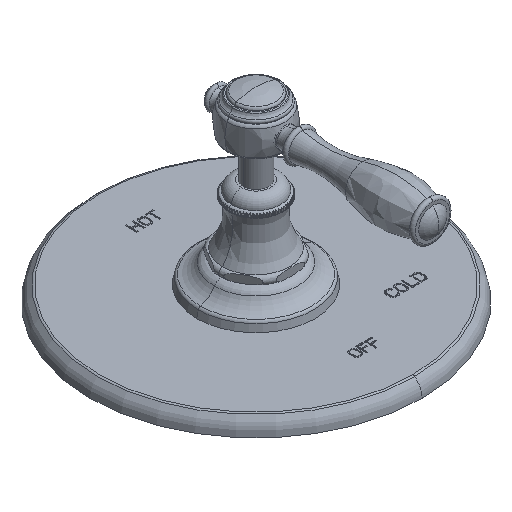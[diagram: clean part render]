
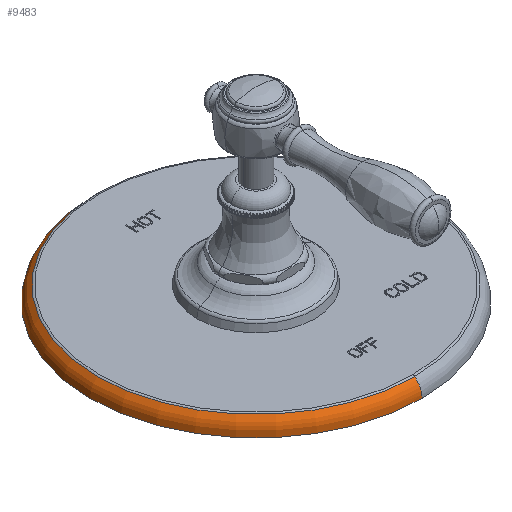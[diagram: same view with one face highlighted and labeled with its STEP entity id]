
A CAD part, isometric view. The second image highlights one B-rep face of the part: STEP entity #9483.
In plain terms, the highlighted toroidal (fillet/blend) face has major radius 74.612 mm and minor radius 9.525 mm.
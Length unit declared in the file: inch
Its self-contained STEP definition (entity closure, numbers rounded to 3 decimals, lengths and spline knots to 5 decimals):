
#900=CARTESIAN_POINT('',(0.,0.,0.30048));
#901=DIRECTION('',(0.,0.,-1.));
#902=DIRECTION('',(0.,-1.,0.));
#903=AXIS2_PLACEMENT_3D('',#900,#901,#902);
#915=CARTESIAN_POINT('',(0.,0.,0.));
#916=DIRECTION('',(0.,0.,1.));
#917=DIRECTION('',(0.,1.,0.));
#918=AXIS2_PLACEMENT_3D('',#915,#916,#917);
#925=CARTESIAN_POINT('',(0.,-2.9375,0.));
#926=DIRECTION('',(1.,0.,0.));
#927=DIRECTION('',(0.,-0.598,0.801));
#928=AXIS2_PLACEMENT_3D('',#925,#926,#927);
#930=CARTESIAN_POINT('',(0.,2.9375,0.));
#931=DIRECTION('',(-1.,0.,0.));
#932=DIRECTION('',(0.,0.598,0.801));
#933=AXIS2_PLACEMENT_3D('',#930,#931,#932);
#8622=CARTESIAN_POINT('',(0.,-3.16186,
0.30048));
#8623=CARTESIAN_POINT('',(0.,3.16186,
0.30048));
#8624=VERTEX_POINT('',#8622);
#8625=VERTEX_POINT('',#8623);
#8630=CARTESIAN_POINT('',(0.,3.3125,0.));
#8631=CARTESIAN_POINT('',(0.,-3.3125,0.));
#8632=VERTEX_POINT('',#8630);
#8633=VERTEX_POINT('',#8631);
#9469=CARTESIAN_POINT('',(0.,0.,0.));
#9470=DIRECTION('',(0.,0.,1.));
#9471=DIRECTION('',(0.,-1.,0.));
#9472=AXIS2_PLACEMENT_3D('',#9469,#9470,#9471);
#9473=TOROIDAL_SURFACE('',#9472,2.9375,0.375);
#9475=ORIENTED_EDGE('',*,*,#9474,.F.);
#9477=ORIENTED_EDGE('',*,*,#9476,.F.);
#9478=ORIENTED_EDGE('',*,*,#9459,.F.);
#9480=ORIENTED_EDGE('',*,*,#9479,.T.);
#9481=EDGE_LOOP('',(#9475,#9477,#9478,#9480));
#9482=FACE_OUTER_BOUND('',#9481,.F.);
#9483=ADVANCED_FACE('',(#9482),#9473,.T.);
#904=CIRCLE('',#903,3.16186);
#919=CIRCLE('',#918,3.3125);
#929=CIRCLE('',#928,0.375);
#934=CIRCLE('',#933,0.375);
#9459=EDGE_CURVE('',#8624,#8625,#904,.T.);
#9474=EDGE_CURVE('',#8632,#8633,#919,.T.);
#9476=EDGE_CURVE('',#8625,#8632,#934,.T.);
#9479=EDGE_CURVE('',#8624,#8633,#929,.T.);
